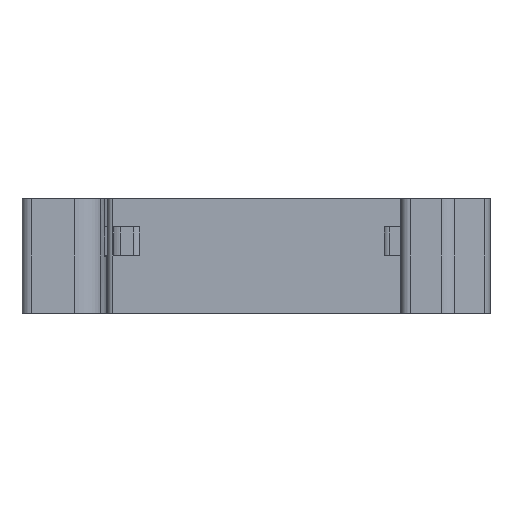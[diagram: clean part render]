
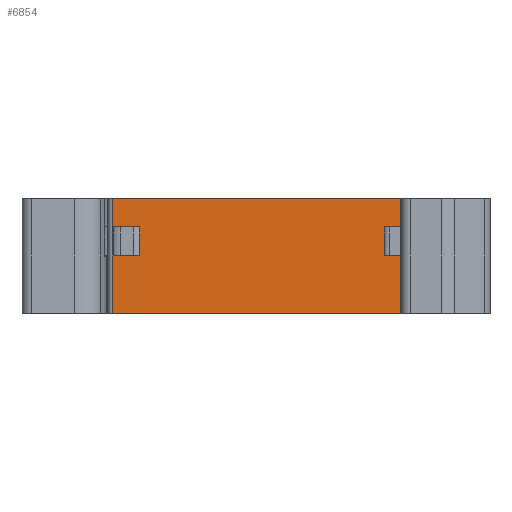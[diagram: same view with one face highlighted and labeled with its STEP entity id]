
A CAD part, front view. The second image highlights one B-rep face of the part: STEP entity #6854.
In plain terms, the highlighted planar face has unit normal (0, -1, 0).
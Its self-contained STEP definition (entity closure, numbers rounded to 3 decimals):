
#384=DIRECTION('',(1.,0.,0.));
#385=VECTOR('',#384,31.594);
#386=CARTESIAN_POINT('',(-15.626,-17.426,-6.075));
#387=LINE('',#386,#385);
#440=DIRECTION('',(0.,0.,1.));
#441=VECTOR('',#440,3.);
#442=CARTESIAN_POINT('',(15.968,-17.426,3.075));
#443=LINE('',#442,#441);
#444=DIRECTION('',(0.,0.,1.));
#445=VECTOR('',#444,6.15);
#446=CARTESIAN_POINT('',(15.968,-17.426,-6.075));
#447=LINE('',#446,#445);
#632=DIRECTION('',(-1.,0.,0.));
#633=VECTOR('',#632,31.594);
#634=CARTESIAN_POINT('',(15.968,-17.426,6.075));
#635=LINE('',#634,#633);
#1045=DIRECTION('',(-1.,0.,0.));
#1046=VECTOR('',#1045,2.665);
#1047=CARTESIAN_POINT('',(-12.814,-17.426,0.075));
#1048=LINE('',#1047,#1046);
#1049=DIRECTION('',(-1.,0.,0.));
#1050=VECTOR('',#1049,2.665);
#1051=CARTESIAN_POINT('',(-12.814,-17.426,3.075));
#1052=LINE('',#1051,#1050);
#1053=DIRECTION('',(-1.,0.,0.));
#1054=VECTOR('',#1053,2.854);
#1055=CARTESIAN_POINT('',(15.968,-17.426,3.075));
#1056=LINE('',#1055,#1054);
#1057=DIRECTION('',(-1.,0.,0.));
#1058=VECTOR('',#1057,2.854);
#1059=CARTESIAN_POINT('',(15.968,-17.426,0.075));
#1060=LINE('',#1059,#1058);
#1061=DIRECTION('',(0.,0.,1.));
#1062=VECTOR('',#1061,12.15);
#1063=CARTESIAN_POINT('',(-15.626,-17.426,-6.075));
#1064=LINE('',#1063,#1062);
#1065=DIRECTION('',(0.,0.,1.));
#1066=VECTOR('',#1065,3.);
#1067=CARTESIAN_POINT('',(-15.479,-17.426,0.075));
#1068=LINE('',#1067,#1066);
#1081=DIRECTION('',(0.,0.,-1.));
#1082=VECTOR('',#1081,3.);
#1083=CARTESIAN_POINT('',(-12.814,-17.426,3.075));
#1084=LINE('',#1083,#1082);
#2128=DIRECTION('',(0.,0.,1.));
#2129=VECTOR('',#2128,3.);
#2130=CARTESIAN_POINT('',(13.114,-17.426,0.075));
#2131=LINE('',#2130,#2129);
#4812=CARTESIAN_POINT('',(15.968,-17.426,-6.075));
#4814=VERTEX_POINT('',#4812);
#4970=CARTESIAN_POINT('',(-15.626,-17.426,-6.075));
#4971=VERTEX_POINT('',#4970);
#5742=CARTESIAN_POINT('',(15.968,-17.426,6.075));
#5744=VERTEX_POINT('',#5742);
#5818=CARTESIAN_POINT('',(-15.626,-17.426,6.075));
#5819=VERTEX_POINT('',#5818);
#6074=CARTESIAN_POINT('',(15.968,-17.426,0.075));
#6075=CARTESIAN_POINT('',(13.114,-17.426,0.075));
#6076=VERTEX_POINT('',#6074);
#6077=VERTEX_POINT('',#6075);
#6078=CARTESIAN_POINT('',(-12.814,-17.426,0.075));
#6079=CARTESIAN_POINT('',(-15.479,-17.426,0.075));
#6080=VERTEX_POINT('',#6078);
#6081=VERTEX_POINT('',#6079);
#6168=CARTESIAN_POINT('',(15.968,-17.426,3.075));
#6169=CARTESIAN_POINT('',(13.114,-17.426,3.075));
#6170=VERTEX_POINT('',#6168);
#6171=VERTEX_POINT('',#6169);
#6172=CARTESIAN_POINT('',(-12.814,-17.426,3.075));
#6173=CARTESIAN_POINT('',(-15.479,-17.426,3.075));
#6174=VERTEX_POINT('',#6172);
#6175=VERTEX_POINT('',#6173);
#6827=CARTESIAN_POINT('',(16.081,-17.426,4.475));
#6828=DIRECTION('',(0.,1.,0.));
#6829=DIRECTION('',(-1.,0.,0.));
#6830=AXIS2_PLACEMENT_3D('',#6827,#6828,#6829);
#6831=PLANE('',#6830);
#6832=ORIENTED_EDGE('',*,*,#6519,.T.);
#6834=ORIENTED_EDGE('',*,*,#6833,.F.);
#6836=ORIENTED_EDGE('',*,*,#6835,.F.);
#6837=ORIENTED_EDGE('',*,*,#6411,.F.);
#6838=ORIENTED_EDGE('',*,*,#6368,.F.);
#6840=ORIENTED_EDGE('',*,*,#6839,.T.);
#6841=ORIENTED_EDGE('',*,*,#6623,.F.);
#6842=ORIENTED_EDGE('',*,*,#6404,.F.);
#6843=EDGE_LOOP('',(#6832,#6834,#6836,#6837,#6838,#6840,#6841,#6842));
#6844=FACE_OUTER_BOUND('',#6843,.F.);
#6846=ORIENTED_EDGE('',*,*,#6845,.F.);
#6848=ORIENTED_EDGE('',*,*,#6847,.F.);
#6850=ORIENTED_EDGE('',*,*,#6849,.F.);
#6851=ORIENTED_EDGE('',*,*,#6543,.T.);
#6852=EDGE_LOOP('',(#6846,#6848,#6850,#6851));
#6853=FACE_BOUND('',#6852,.F.);
#6368=EDGE_CURVE('',#4971,#4814,#387,.T.);
#6404=EDGE_CURVE('',#6170,#5744,#443,.T.);
#6411=EDGE_CURVE('',#4814,#6076,#447,.T.);
#6519=EDGE_CURVE('',#6170,#6171,#1056,.T.);
#6543=EDGE_CURVE('',#6174,#6175,#1052,.T.);
#6623=EDGE_CURVE('',#5744,#5819,#635,.T.);
#6833=EDGE_CURVE('',#6077,#6171,#2131,.T.);
#6835=EDGE_CURVE('',#6076,#6077,#1060,.T.);
#6839=EDGE_CURVE('',#4971,#5819,#1064,.T.);
#6845=EDGE_CURVE('',#6081,#6175,#1068,.T.);
#6847=EDGE_CURVE('',#6080,#6081,#1048,.T.);
#6849=EDGE_CURVE('',#6174,#6080,#1084,.T.);
#6854=ADVANCED_FACE('',(#6844,#6853),#6831,.F.);
